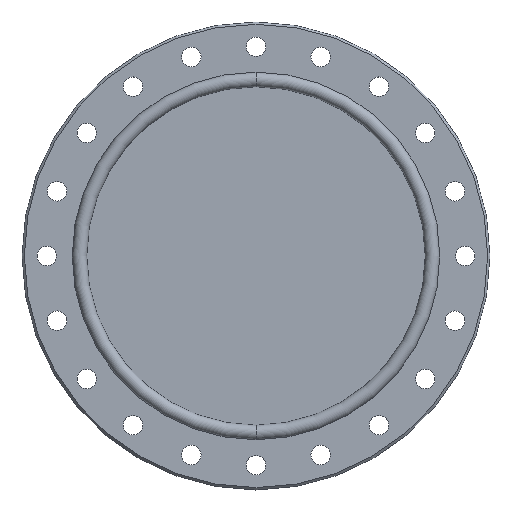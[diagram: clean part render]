
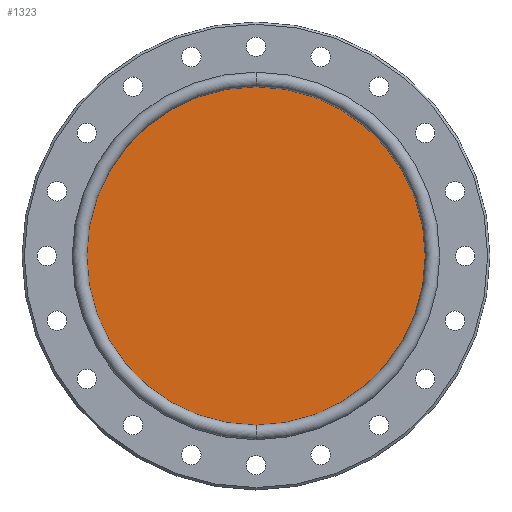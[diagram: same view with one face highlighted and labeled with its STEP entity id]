
A CAD part, top view. The second image highlights one B-rep face of the part: STEP entity #1323.
In plain terms, the highlighted planar face has unit normal (0, 0, 1).
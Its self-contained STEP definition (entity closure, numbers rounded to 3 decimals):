
#127 = VERTEX_POINT ( 'NONE', #2831 ) ;
#139 = CARTESIAN_POINT ( 'NONE',  ( 0., 0., 10.8 ) ) ;
#399 = EDGE_CURVE ( 'NONE', #127, #2616, #2062, .T. ) ;
#526 = DIRECTION ( 'NONE',  ( 0., 1., 0. ) ) ;
#644 = AXIS2_PLACEMENT_3D ( 'NONE', #139, #2698, #526 ) ;
#941 = EDGE_LOOP ( 'NONE', ( #2674, #4631 ) ) ;
#1323 = ADVANCED_FACE ( 'NONE', ( #4346 ), #4476, .F. ) ;
#1939 = AXIS2_PLACEMENT_3D ( 'NONE', #2071, #4610, #2423 ) ;
#1955 = CARTESIAN_POINT ( 'NONE',  ( 0., 0., 10.8 ) ) ;
#2062 = CIRCLE ( 'NONE', #1939, 73.2 ) ;
#2071 = CARTESIAN_POINT ( 'NONE',  ( 0., 0., 10.8 ) ) ;
#2312 = CARTESIAN_POINT ( 'NONE',  ( 0., -73.2, 10.8 ) ) ;
#2317 = DIRECTION ( 'NONE',  ( 0., 1., 0. ) ) ;
#2423 = DIRECTION ( 'NONE',  ( 0., 1., 0. ) ) ;
#2616 = VERTEX_POINT ( 'NONE', #2312 ) ;
#2674 = ORIENTED_EDGE ( 'NONE', *, *, #399, .F. ) ;
#2698 = DIRECTION ( 'NONE',  ( 0., 0., -1. ) ) ;
#2831 = CARTESIAN_POINT ( 'NONE',  ( 0., 73.2, 10.8 ) ) ;
#2849 = AXIS2_PLACEMENT_3D ( 'NONE', #1955, #4491, #2317 ) ;
#3185 = EDGE_CURVE ( 'NONE', #2616, #127, #4402, .T. ) ;
#4346 = FACE_OUTER_BOUND ( 'NONE', #941, .T. ) ;
#4402 = CIRCLE ( 'NONE', #644, 73.2 ) ;
#4476 = PLANE ( 'NONE',  #2849 ) ;
#4491 = DIRECTION ( 'NONE',  ( 0., 0., -1. ) ) ;
#4610 = DIRECTION ( 'NONE',  ( 0., 0., -1. ) ) ;
#4631 = ORIENTED_EDGE ( 'NONE', *, *, #3185, .F. ) ;
